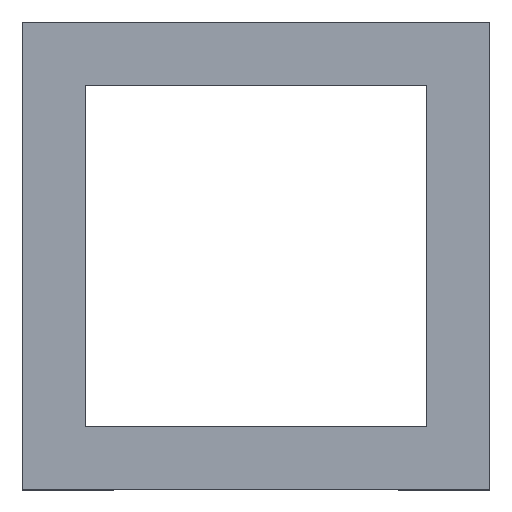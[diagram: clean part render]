
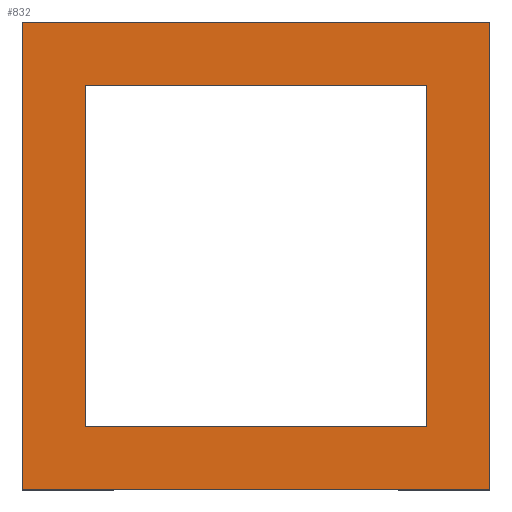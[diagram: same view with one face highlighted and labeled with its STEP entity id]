
A CAD part, top view. The second image highlights one B-rep face of the part: STEP entity #832.
In plain terms, the highlighted planar face has unit normal (0, 0, 1).
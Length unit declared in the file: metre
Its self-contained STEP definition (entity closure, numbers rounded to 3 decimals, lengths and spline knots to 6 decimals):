
#28=FACE_BOUND('',#114,.T.);
#66=FACE_OUTER_BOUND('',#113,.T.);
#113=EDGE_LOOP('',(#665,#666,#667,#668));
#114=EDGE_LOOP('',(#669,#670,#671,#672));
#179=LINE('',#1269,#279);
#185=LINE('',#1280,#285);
#192=LINE('',#1292,#292);
#200=LINE('',#1306,#300);
#210=LINE('',#1326,#310);
#213=LINE('',#1331,#313);
#217=LINE('',#1338,#317);
#220=LINE('',#1342,#320);
#279=VECTOR('',#1011,1.);
#285=VECTOR('',#1019,1.);
#292=VECTOR('',#1028,1.);
#300=VECTOR('',#1038,1.);
#310=VECTOR('',#1054,1.);
#313=VECTOR('',#1059,1.);
#317=VECTOR('',#1067,1.);
#320=VECTOR('',#1072,1.);
#385=VERTEX_POINT('',#1266);
#386=VERTEX_POINT('',#1268);
#389=VERTEX_POINT('',#1277);
#394=VERTEX_POINT('',#1291);
#405=VERTEX_POINT('',#1323);
#406=VERTEX_POINT('',#1325);
#407=VERTEX_POINT('',#1329);
#408=VERTEX_POINT('',#1336);
#469=EDGE_CURVE('',#386,#385,#179,.T.);
#475=EDGE_CURVE('',#389,#385,#185,.T.);
#482=EDGE_CURVE('',#394,#386,#192,.T.);
#490=EDGE_CURVE('',#394,#389,#200,.T.);
#500=EDGE_CURVE('',#406,#405,#210,.T.);
#503=EDGE_CURVE('',#407,#405,#213,.T.);
#507=EDGE_CURVE('',#408,#407,#217,.T.);
#510=EDGE_CURVE('',#408,#406,#220,.T.);
#665=ORIENTED_EDGE('',*,*,#475,.F.);
#666=ORIENTED_EDGE('',*,*,#490,.F.);
#667=ORIENTED_EDGE('',*,*,#482,.T.);
#668=ORIENTED_EDGE('',*,*,#469,.T.);
#669=ORIENTED_EDGE('',*,*,#510,.T.);
#670=ORIENTED_EDGE('',*,*,#500,.T.);
#671=ORIENTED_EDGE('',*,*,#503,.F.);
#672=ORIENTED_EDGE('',*,*,#507,.F.);
#798=PLANE('',#900);
#832=ADVANCED_FACE('',(#66,#28),#798,.F.);
#900=AXIS2_PLACEMENT_3D('',#1343,#1073,#1074);
#1011=DIRECTION('',(0.,1.,0.));
#1019=DIRECTION('',(1.,0.,0.));
#1028=DIRECTION('',(1.,0.,0.));
#1038=DIRECTION('',(0.,1.,0.));
#1054=DIRECTION('',(1.,0.,0.));
#1059=DIRECTION('',(0.,1.,0.));
#1067=DIRECTION('',(1.,0.,0.));
#1072=DIRECTION('',(0.,1.,0.));
#1073=DIRECTION('center_axis',(0.,0.,-1.));
#1074=DIRECTION('ref_axis',(1.,0.,0.));
#1266=CARTESIAN_POINT('',(0.0096,0.0096,0.));
#1268=CARTESIAN_POINT('',(0.0096,-0.0096,0.));
#1269=CARTESIAN_POINT('',(0.0096,-0.0096,0.));
#1277=CARTESIAN_POINT('',(-0.0096,0.0096,0.));
#1280=CARTESIAN_POINT('',(-0.0096,0.0096,0.));
#1291=CARTESIAN_POINT('',(-0.0096,-0.0096,0.));
#1292=CARTESIAN_POINT('',(-0.0096,-0.0096,0.));
#1306=CARTESIAN_POINT('',(-0.0096,-0.0096,0.));
#1323=CARTESIAN_POINT('',(0.007,0.007,0.));
#1325=CARTESIAN_POINT('',(-0.007,0.007,0.));
#1326=CARTESIAN_POINT('',(-0.0072,0.007,0.));
#1329=CARTESIAN_POINT('',(0.007,-0.007,0.));
#1331=CARTESIAN_POINT('',(0.007,-0.0096,0.));
#1336=CARTESIAN_POINT('',(-0.007,-0.007,0.));
#1338=CARTESIAN_POINT('',(-0.0072,-0.007,0.));
#1342=CARTESIAN_POINT('',(-0.007,-0.0096,0.));
#1343=CARTESIAN_POINT('Origin',(-0.0096,-0.0096,0.));
